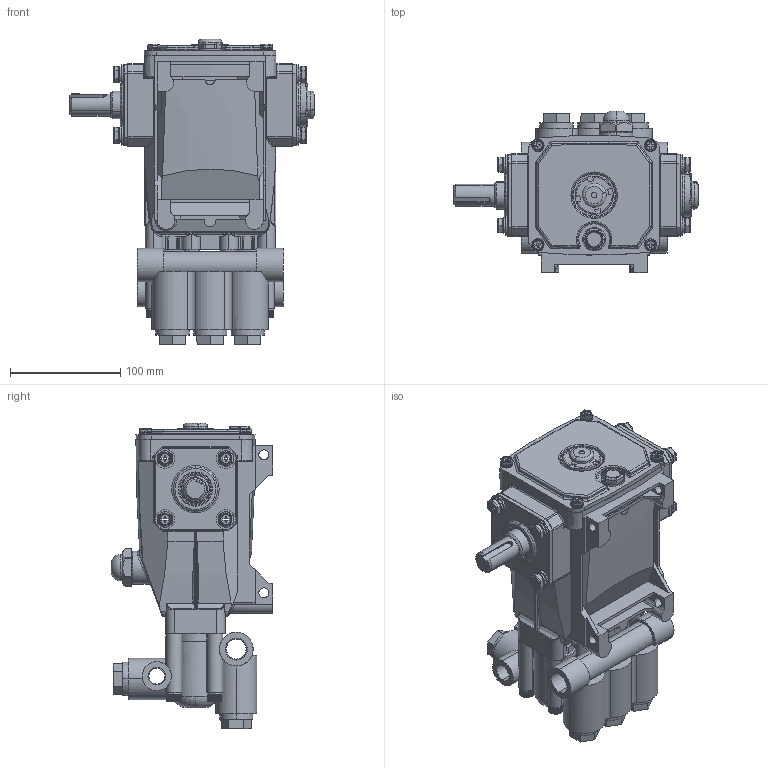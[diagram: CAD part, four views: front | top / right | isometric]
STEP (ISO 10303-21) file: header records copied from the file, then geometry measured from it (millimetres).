
FILE_DESCRIPTION (( 'STEP AP203' ), '1' );
FILE_NAME ('5CP3120CSS.STEP', '2012-10-24T13:15:24', ( '' ), ( '' ), 'SwSTEP 2.0', 'SolidWorks 2012', '' );
FILE_SCHEMA (( 'CONFIG_CONTROL_DESIGN' ));
Products named in the file (1): 5CP3120CSS
Bounding box: 221.15 x 146.2 x 276.51 mm (x, y, z)
Surface area: 228987.5 mm2 (no closed solid volume)
Topology: 0 solids, 22 shells, 1866 faces, 9055 edges, 6560 vertices
Faces by surface type: plane 872, cylinder 686, torus 161, bspline 90, cone 50, sphere 7
Entity records: 100609 total; most frequent: CARTESIAN_POINT 34043, ORIENTED_EDGE 13805, DIRECTION 12554, EDGE_CURVE 9041, VERTEX_POINT 6560, AXIS2_PLACEMENT_3D 4331, LINE 3892, VECTOR 3892
